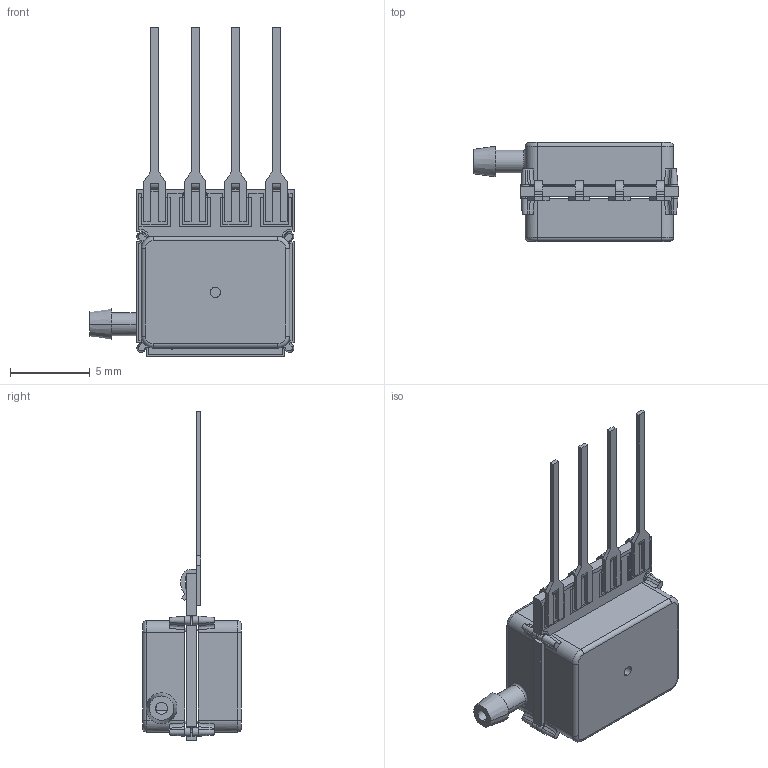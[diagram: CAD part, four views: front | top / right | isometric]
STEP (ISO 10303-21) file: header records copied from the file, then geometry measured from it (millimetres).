
FILE_DESCRIPTION (( 'STEP AP203' ), '1' );
FILE_NAME ('HRNH.STEP', '2020-01-31T18:31:01', ( '' ), ( '' ), 'SwSTEP 2.0', 'SolidWorks 2010', '' );
FILE_SCHEMA (( 'CONFIG_CONTROL_DESIGN' ));
Length unit declared in the file: inch
Products named in the file (5): HRNH; Lead-0.10PitchStraightCenter Cut With Sheet metal Bend; AS01-01-044 Rev A; ceramic-SIP; AS01-01-046 Rev B
Assembly tree (7 placements, depth 2):
  HRNH
    Lead-0.10PitchStraightCenter Cut With Sheet metal Bend  x4
    ceramic-SIP
    AS01-01-046 Rev B
    AS01-01-044 Rev A
Bounding box: 12.83 x 6.2 x 20.67 mm (x, y, z)
Volume: 285.8 mm3; surface area: 1255.9 mm2
Topology: 15 solids, 15 shells, 540 faces, 1397 edges, 905 vertices
Faces by surface type: plane 324, cylinder 134, torus 33, cone 30, bspline 19
Entity records: 14577 total; most frequent: CARTESIAN_POINT 3099, DIRECTION 2289, ORIENTED_EDGE 2266, EDGE_CURVE 1133, AXIS2_PLACEMENT_3D 792, VERTEX_POINT 731, LINE 705, VECTOR 705
